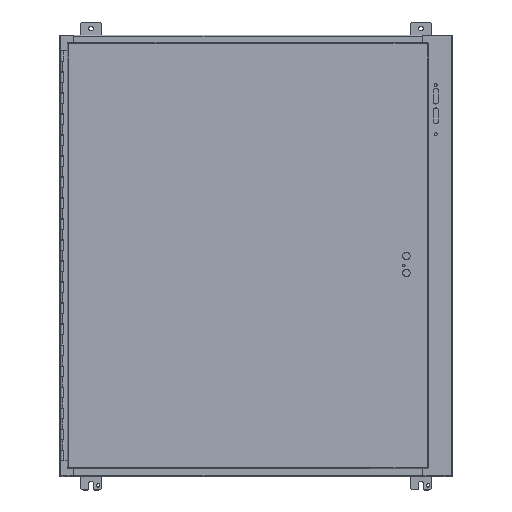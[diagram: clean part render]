
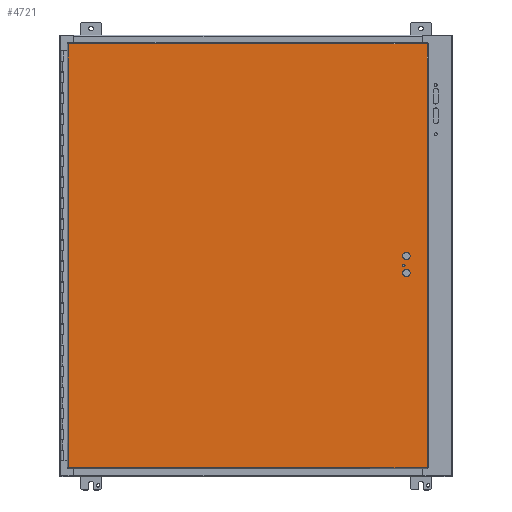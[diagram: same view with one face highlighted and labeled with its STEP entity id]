
A CAD part, top view. The second image highlights one B-rep face of the part: STEP entity #4721.
In plain terms, the highlighted planar face has unit normal (0, 0, 1).
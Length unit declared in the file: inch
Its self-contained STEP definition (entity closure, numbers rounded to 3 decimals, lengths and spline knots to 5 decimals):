
#3417=CARTESIAN_POINT('',(32.62125,18.625,0.074));
#3418=VERTEX_POINT('',#3417);
#3419=CARTESIAN_POINT('',(32.26975,18.625,0.074));
#3420=DIRECTION('',(0.0,0.0,-1.0));
#3421=DIRECTION('',(-1.0,0.0,0.0));
#3422=AXIS2_PLACEMENT_3D('',#3419,#3420,#3421);
#3423=CIRCLE('',#3422,0.3515);
#3424=EDGE_CURVE('',#3418,#3418,#3423,.T.);
#3445=CARTESIAN_POINT('',(32.62125,20.25,0.074));
#3446=VERTEX_POINT('',#3445);
#3447=CARTESIAN_POINT('',(32.26975,20.25,0.074));
#3448=DIRECTION('',(0.0,0.0,-1.0));
#3449=DIRECTION('',(-1.0,0.0,0.0));
#3450=AXIS2_PLACEMENT_3D('',#3447,#3448,#3449);
#3451=CIRCLE('',#3450,0.3515);
#3452=EDGE_CURVE('',#3446,#3446,#3451,.T.);
#3473=CARTESIAN_POINT('',(32.14475,19.313,0.074));
#3474=VERTEX_POINT('',#3473);
#3475=CARTESIAN_POINT('',(32.01975,19.313,0.074));
#3476=DIRECTION('',(0.0,0.0,-1.0));
#3477=DIRECTION('',(-1.0,0.0,0.0));
#3478=AXIS2_PLACEMENT_3D('',#3475,#3476,#3477);
#3479=CIRCLE('',#3478,0.125);
#3480=EDGE_CURVE('',#3474,#3474,#3479,.T.);
#3699=CARTESIAN_POINT('',(34.2385,40.39475,0.074));
#3700=VERTEX_POINT('',#3699);
#3711=CARTESIAN_POINT('',(34.2385,0.10525,0.074));
#3712=VERTEX_POINT('',#3711);
#3713=CARTESIAN_POINT('',(34.2385,0.10525,0.074));
#3714=DIRECTION('',(0.0,1.0,0.0));
#3715=VECTOR('',#3714,40.2895);
#3716=LINE('',#3713,#3715);
#3717=EDGE_CURVE('',#3712,#3700,#3716,.T.);
#3979=CARTESIAN_POINT('',(0.10525,40.39475,0.074));
#3980=VERTEX_POINT('',#3979);
#3991=CARTESIAN_POINT('',(34.2385,40.39475,0.074));
#3992=DIRECTION('',(-1.0,0.0,0.0));
#3993=VECTOR('',#3992,34.13325);
#3994=LINE('',#3991,#3993);
#3995=EDGE_CURVE('',#3700,#3980,#3994,.T.);
#4250=CARTESIAN_POINT('',(0.10525,0.10525,0.074));
#4251=VERTEX_POINT('',#4250);
#4262=CARTESIAN_POINT('',(0.10525,40.39475,0.074));
#4263=DIRECTION('',(0.0,-1.0,0.0));
#4264=VECTOR('',#4263,40.2895);
#4265=LINE('',#4262,#4264);
#4266=EDGE_CURVE('',#3980,#4251,#4265,.T.);
#4464=CARTESIAN_POINT('',(0.10525,0.10525,0.074));
#4465=DIRECTION('',(1.0,0.0,0.0));
#4466=VECTOR('',#4465,34.13325);
#4467=LINE('',#4464,#4466);
#4468=EDGE_CURVE('',#4251,#3712,#4467,.T.);
#4701=CARTESIAN_POINT('',(17.17187,20.25,0.074));
#4702=DIRECTION('',(0.0,0.0,1.0));
#4703=DIRECTION('',(1.0,0.0,0.0));
#4704=AXIS2_PLACEMENT_3D('',#4701,#4702,#4703);
#4705=PLANE('',#4704);
#4706=ORIENTED_EDGE('',*,*,#3717,.T.);
#4707=ORIENTED_EDGE('',*,*,#3995,.T.);
#4708=ORIENTED_EDGE('',*,*,#4266,.T.);
#4709=ORIENTED_EDGE('',*,*,#4468,.T.);
#4710=EDGE_LOOP('',(#4706,#4707,#4708,#4709));
#4711=FACE_OUTER_BOUND('',#4710,.T.);
#4712=ORIENTED_EDGE('',*,*,#3424,.T.);
#4713=EDGE_LOOP('',(#4712));
#4714=FACE_BOUND('',#4713,.T.);
#4715=ORIENTED_EDGE('',*,*,#3452,.T.);
#4716=EDGE_LOOP('',(#4715));
#4717=FACE_BOUND('',#4716,.T.);
#4718=ORIENTED_EDGE('',*,*,#3480,.T.);
#4719=EDGE_LOOP('',(#4718));
#4720=FACE_BOUND('',#4719,.T.);
#4721=ADVANCED_FACE('',(#4711,#4714,#4717,#4720),#4705,.T.);
